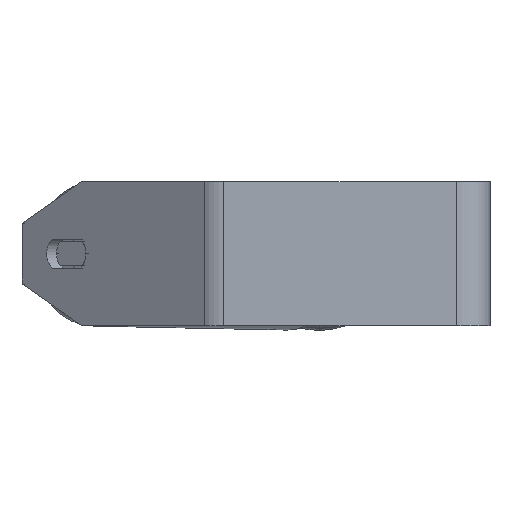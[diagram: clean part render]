
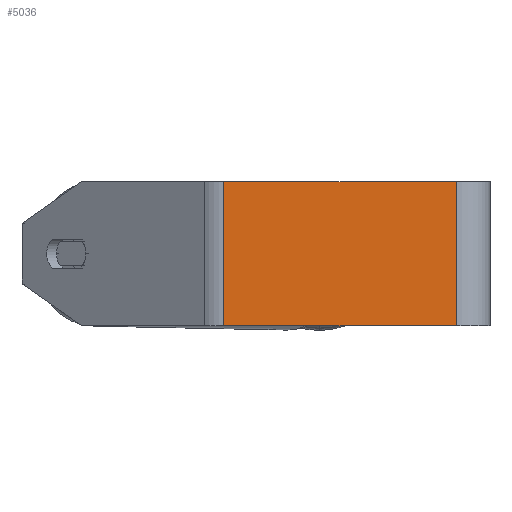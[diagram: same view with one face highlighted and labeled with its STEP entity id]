
A CAD part, left-side view. The second image highlights one B-rep face of the part: STEP entity #5036.
In plain terms, the highlighted planar face has unit normal (-1, 0, 0).
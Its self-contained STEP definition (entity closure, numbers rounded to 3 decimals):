
#202 = LINE ( 'NONE', #5427, #3998 ) ;
#232 = CARTESIAN_POINT ( 'NONE',  ( -285., 115.273, 30. ) ) ;
#508 = EDGE_CURVE ( 'NONE', #6841, #6830, #5993, .T. ) ;
#787 = LINE ( 'NONE', #232, #2124 ) ;
#795 = DIRECTION ( 'NONE',  ( 0., 0., -1. ) ) ;
#920 = CARTESIAN_POINT ( 'NONE',  ( -285., 14., 30. ) ) ;
#1824 = AXIS2_PLACEMENT_3D ( 'NONE', #2174, #4818, #5454 ) ;
#2073 = VECTOR ( 'NONE', #2743, 1000. ) ;
#2124 = VECTOR ( 'NONE', #3989, 1000. ) ;
#2174 = CARTESIAN_POINT ( 'NONE',  ( -285., 115.273, 30. ) ) ;
#2180 = EDGE_CURVE ( 'NONE', #6062, #3252, #7413, .T. ) ;
#2698 = EDGE_CURVE ( 'NONE', #3252, #6830, #202, .T. ) ;
#2743 = DIRECTION ( 'NONE',  ( 0., 0., -1. ) ) ;
#3167 = VECTOR ( 'NONE', #795, 1000. ) ;
#3252 = VERTEX_POINT ( 'NONE', #3750 ) ;
#3354 = FACE_OUTER_BOUND ( 'NONE', #6046, .T. ) ;
#3369 = DIRECTION ( 'NONE',  ( 0., -1., 0. ) ) ;
#3750 = CARTESIAN_POINT ( 'NONE',  ( -285., 110.859, -30. ) ) ;
#3989 = DIRECTION ( 'NONE',  ( 0., -1., 0. ) ) ;
#3998 = VECTOR ( 'NONE', #3369, 1000. ) ;
#4028 = ORIENTED_EDGE ( 'NONE', *, *, #2698, .T. ) ;
#4126 = CARTESIAN_POINT ( 'NONE',  ( -285., 110.859, 30. ) ) ;
#4176 = EDGE_CURVE ( 'NONE', #6062, #6841, #787, .T. ) ;
#4716 = ORIENTED_EDGE ( 'NONE', *, *, #4176, .F. ) ;
#4818 = DIRECTION ( 'NONE',  ( 1., 0., 0. ) ) ;
#5036 = ADVANCED_FACE ( 'NONE', ( #3354 ), #8058, .F. ) ;
#5157 = ORIENTED_EDGE ( 'NONE', *, *, #2180, .T. ) ;
#5427 = CARTESIAN_POINT ( 'NONE',  ( -285., 115.273, -30. ) ) ;
#5454 = DIRECTION ( 'NONE',  ( 0., 0., -1. ) ) ;
#5993 = LINE ( 'NONE', #920, #2073 ) ;
#6046 = EDGE_LOOP ( 'NONE', ( #4028, #8362, #4716, #5157 ) ) ;
#6062 = VERTEX_POINT ( 'NONE', #8104 ) ;
#6372 = CARTESIAN_POINT ( 'NONE',  ( -285., 14., -30. ) ) ;
#6527 = CARTESIAN_POINT ( 'NONE',  ( -285., 14., 30. ) ) ;
#6830 = VERTEX_POINT ( 'NONE', #6372 ) ;
#6841 = VERTEX_POINT ( 'NONE', #6527 ) ;
#7413 = LINE ( 'NONE', #4126, #3167 ) ;
#8058 = PLANE ( 'NONE',  #1824 ) ;
#8104 = CARTESIAN_POINT ( 'NONE',  ( -285., 110.859, 30. ) ) ;
#8362 = ORIENTED_EDGE ( 'NONE', *, *, #508, .F. ) ;
